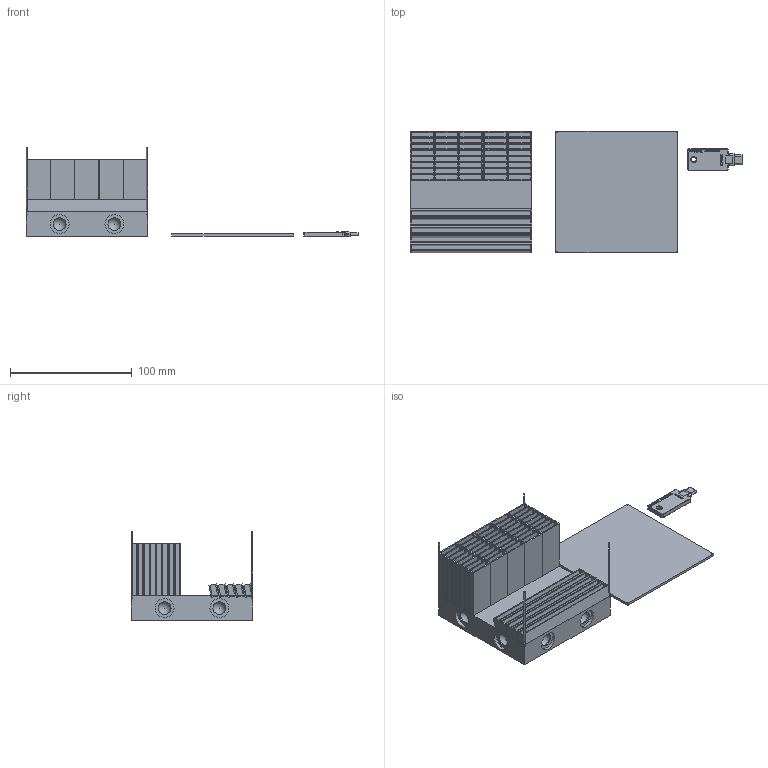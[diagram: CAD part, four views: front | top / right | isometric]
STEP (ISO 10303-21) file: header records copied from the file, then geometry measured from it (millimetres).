
FILE_DESCRIPTION(/* description */ (''),/* implementation_level */ '2;1');
FILE_NAME(/* name */ 'The-Yubica.step',/* time_stamp */ '2025-08-25T19:09:02+05:30',/* author */ (''),/* organization */ (''),/* preprocessor_version */ 'ST-DEVELOPER v20.1',/* originating_system */ 'Autodesk Translation Framework v14.10.0.0',/* authorisation */ '');
FILE_SCHEMA (('AUTOMOTIVE_DESIGN { 1 0 10303 214 3 1 1 }'));
Length unit declared in the file: millimetre
Products named in the file (2): tile-base; YubiKey 5C NFC
Assembly tree (1 placements, depth 2):
  tile-base
    YubiKey 5C NFC
Bounding box: 273.23 x 100.25 x 73.25 mm (x, y, z)
Volume: 253933.5 mm3; surface area: 247792.4 mm2
Topology: 50 solids, 50 shells, 1005 faces, 2516 edges, 1642 vertices
Faces by surface type: plane 801, bspline 127, cylinder 54, torus 15, sphere 8
Full cylindrical faces by diameter (mm): 1 x10, 3.9 x1, 4.5 x2, 9 x1, 10.5 x8, 15.5 x8
Entity records: 37037 total; most frequent: CARTESIAN_POINT 13177, ORIENTED_EDGE 5008, DIRECTION 4147, EDGE_CURVE 2504, LINE 2115, VECTOR 2115, VERTEX_POINT 1642, EDGE_LOOP 1158
